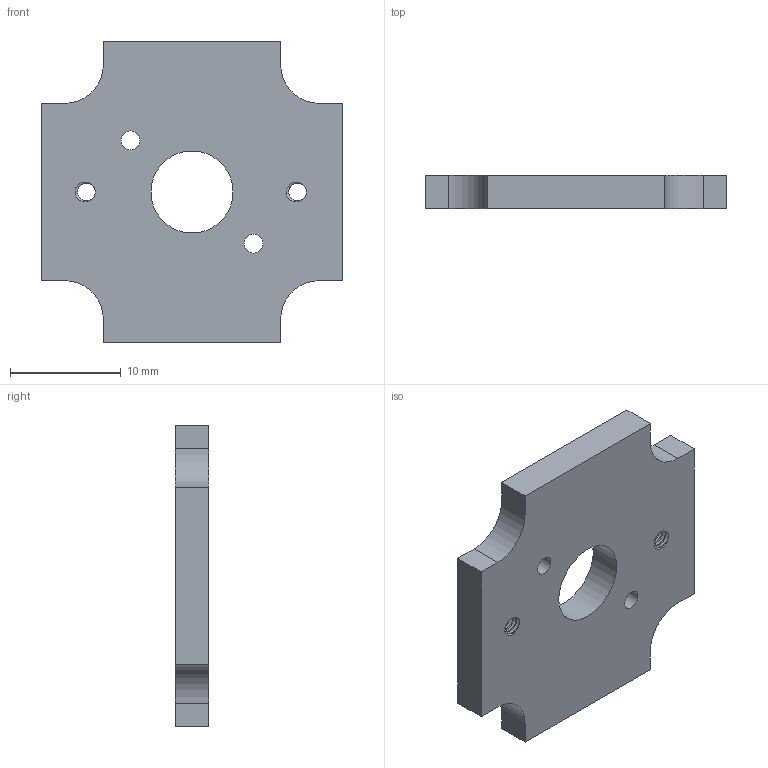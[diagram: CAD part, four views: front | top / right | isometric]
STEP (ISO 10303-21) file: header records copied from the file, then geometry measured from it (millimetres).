
FILE_DESCRIPTION(/* description */ (''),/* implementation_level */ '2;1');
FILE_NAME(/* name */ 'twistMotortoEncoderAdapter.step',/* time_stamp */ '2025-07-02T19:03:08-07:00',/* author */ (''),/* organization */ (''),/* preprocessor_version */ 'ST-DEVELOPER v20.1',/* originating_system */ 'Autodesk Translation Framework v14.10.0.0',/* authorisation */ '');
FILE_SCHEMA (('AP203_CONFIGURATION_CONTROLLED_3D_DESIGN_OF_MECHANICAL_PARTS_AND_ASSEMBLIES_MIM_LF { 1 0 10303 203 3 1 4 }','AUTOMOTIVE_DESIGN { 1 0 10303 214 3 1 1 }'));
Length unit declared in the file: millimetre
Products named in the file (1): 2025-06-28-13-51-39-903
Bounding box: 27.2 x 3 x 27.2 mm (x, y, z)
Volume: 1713.8 mm3; surface area: 1608.4 mm2
Topology: 1 solids, 1 shells, 61 faces, 175 edges, 116 vertices
Faces by surface type: cylinder 41, plane 14, bspline 4, cone 2
Full cylindrical faces by diameter (mm): 1.623 x8, 1.7 x2, 2.074 x4, 7.4 x1
Entity records: 4266 total; most frequent: CARTESIAN_POINT 2753, ORIENTED_EDGE 350, DIRECTION 239, EDGE_CURVE 175, VERTEX_POINT 116, AXIS2_PLACEMENT_3D 82, B_SPLINE_CURVE_WITH_KNOTS 76, LINE 75
